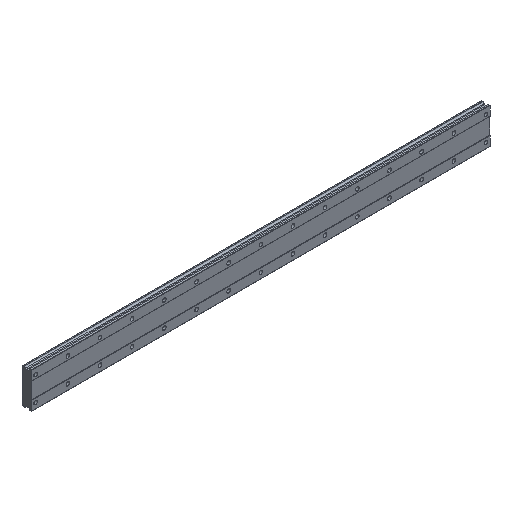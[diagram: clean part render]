
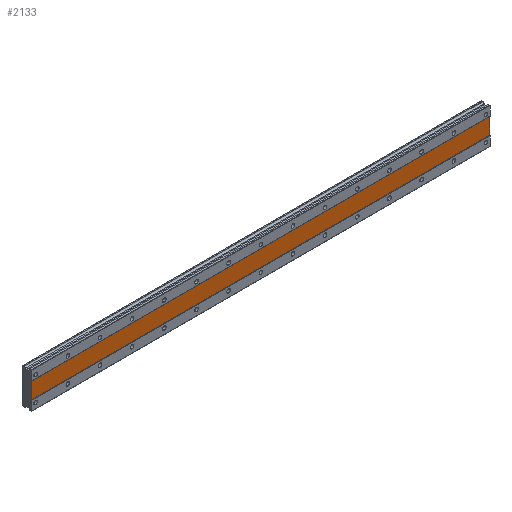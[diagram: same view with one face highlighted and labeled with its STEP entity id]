
A CAD part, isometric view. The second image highlights one B-rep face of the part: STEP entity #2133.
In plain terms, the highlighted planar face has unit normal (0, -1, 0).
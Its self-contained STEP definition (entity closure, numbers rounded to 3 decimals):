
#11 = EDGE_CURVE ( 'NONE', #1915, #5682, #1687, .T. ) ;
#28 = DIRECTION ( 'NONE',  ( 0., 0., 1. ) ) ;
#51 = ORIENTED_EDGE ( 'NONE', *, *, #11, .F. ) ;
#66 = DIRECTION ( 'NONE',  ( 0., 0., -1. ) ) ;
#74 = CARTESIAN_POINT ( 'NONE',  ( 1130., 1., 20. ) ) ;
#287 = PLANE ( 'NONE',  #4754 ) ;
#525 = VECTOR ( 'NONE', #2992, 1000. ) ;
#614 = VECTOR ( 'NONE', #28, 1000. ) ;
#760 = VERTEX_POINT ( 'NONE', #5637 ) ;
#1350 = CARTESIAN_POINT ( 'NONE',  ( 1130., 1., -20. ) ) ;
#1356 = LINE ( 'NONE', #4042, #614 ) ;
#1361 = ORIENTED_EDGE ( 'NONE', *, *, #3268, .F. ) ;
#1423 = DIRECTION ( 'NONE',  ( 1., 0., 0. ) ) ;
#1687 = LINE ( 'NONE', #3475, #525 ) ;
#1775 = CARTESIAN_POINT ( 'NONE',  ( 1130., 1., 20. ) ) ;
#1915 = VERTEX_POINT ( 'NONE', #1350 ) ;
#2133 = ADVANCED_FACE ( 'NONE', ( #4323 ), #287, .F. ) ;
#2276 = VECTOR ( 'NONE', #1423, 1000. ) ;
#2308 = LINE ( 'NONE', #74, #2276 ) ;
#2974 = EDGE_LOOP ( 'NONE', ( #51, #4783, #2988, #1361 ) ) ;
#2988 = ORIENTED_EDGE ( 'NONE', *, *, #4968, .F. ) ;
#2992 = DIRECTION ( 'NONE',  ( -1., 0., 0. ) ) ;
#3035 = DIRECTION ( 'NONE',  ( 0., 1., 0. ) ) ;
#3268 = EDGE_CURVE ( 'NONE', #5682, #760, #1356, .T. ) ;
#3475 = CARTESIAN_POINT ( 'NONE',  ( 1130., 1., -20. ) ) ;
#3628 = CARTESIAN_POINT ( 'NONE',  ( 1130., 1., 20. ) ) ;
#4026 = LINE ( 'NONE', #1775, #4786 ) ;
#4042 = CARTESIAN_POINT ( 'NONE',  ( -10., 1., 20. ) ) ;
#4050 = CARTESIAN_POINT ( 'NONE',  ( -10., 1., -20. ) ) ;
#4269 = VERTEX_POINT ( 'NONE', #3628 ) ;
#4323 = FACE_OUTER_BOUND ( 'NONE', #2974, .T. ) ;
#4725 = DIRECTION ( 'NONE',  ( 0., 0., 1. ) ) ;
#4754 = AXIS2_PLACEMENT_3D ( 'NONE', #5610, #3035, #4725 ) ;
#4783 = ORIENTED_EDGE ( 'NONE', *, *, #5667, .F. ) ;
#4786 = VECTOR ( 'NONE', #66, 1000. ) ;
#4968 = EDGE_CURVE ( 'NONE', #760, #4269, #2308, .T. ) ;
#5610 = CARTESIAN_POINT ( 'NONE',  ( 1130., 1., 20. ) ) ;
#5637 = CARTESIAN_POINT ( 'NONE',  ( -10., 1., 20. ) ) ;
#5667 = EDGE_CURVE ( 'NONE', #4269, #1915, #4026, .T. ) ;
#5682 = VERTEX_POINT ( 'NONE', #4050 ) ;
